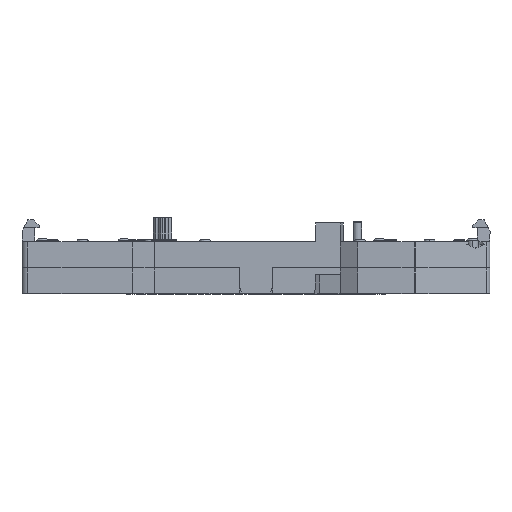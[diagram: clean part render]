
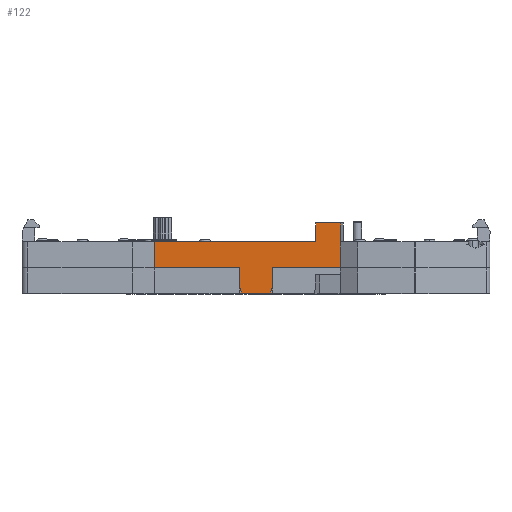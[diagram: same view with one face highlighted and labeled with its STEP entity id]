
A CAD part, top view. The second image highlights one B-rep face of the part: STEP entity #122.
In plain terms, the highlighted planar face has unit normal (0, 0, 1).
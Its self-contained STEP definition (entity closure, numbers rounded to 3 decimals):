
#122 = ADVANCED_FACE ( 'NONE', ( #10405 ), #26222, .T. ) ;
#153 = VERTEX_POINT ( 'NONE', #23471 ) ;
#225 = CARTESIAN_POINT ( 'NONE',  ( 2.5, -4.42, 19.1 ) ) ;
#566 = VECTOR ( 'NONE', #27195, 1000. ) ;
#1138 = ORIENTED_EDGE ( 'NONE', *, *, #27804, .T. ) ;
#1243 = VERTEX_POINT ( 'NONE', #5591 ) ;
#1341 = ORIENTED_EDGE ( 'NONE', *, *, #18629, .T. ) ;
#2397 = CARTESIAN_POINT ( 'NONE',  ( -17.7, 4.5, 19.1 ) ) ;
#2482 = EDGE_CURVE ( 'NONE', #11164, #18523, #8391, .T. ) ;
#2513 = VECTOR ( 'NONE', #17474, 1000. ) ;
#2834 = DIRECTION ( 'NONE',  ( 0., 0., 1. ) ) ;
#3203 = EDGE_CURVE ( 'NONE', #26116, #24333, #7869, .T. ) ;
#3374 = EDGE_CURVE ( 'NONE', #4091, #16552, #14297, .T. ) ;
#3620 = CARTESIAN_POINT ( 'NONE',  ( -17.7, -4.42, 19.1 ) ) ;
#4091 = VERTEX_POINT ( 'NONE', #32102 ) ;
#4107 = VECTOR ( 'NONE', #31353, 1000. ) ;
#5214 = DIRECTION ( 'NONE',  ( 0., 1., 0. ) ) ;
#5502 = LINE ( 'NONE', #10057, #18418 ) ;
#5591 = CARTESIAN_POINT ( 'NONE',  ( -2.8, 0., 19.1 ) ) ;
#5752 = VERTEX_POINT ( 'NONE', #8910 ) ;
#6129 = DIRECTION ( 'NONE',  ( 1., 0., 0. ) ) ;
#6890 = LINE ( 'NONE', #22930, #10583 ) ;
#7258 = DIRECTION ( 'NONE',  ( -1., 0., 0. ) ) ;
#7696 = CARTESIAN_POINT ( 'NONE',  ( 14.717, 7.8, 19.1 ) ) ;
#7834 = CARTESIAN_POINT ( 'NONE',  ( 10.431, 4.5, 19.1 ) ) ;
#7869 = LINE ( 'NONE', #11932, #20359 ) ;
#8033 = DIRECTION ( 'NONE',  ( 1., 0., 0. ) ) ;
#8391 = LINE ( 'NONE', #3620, #18558 ) ;
#8626 = CARTESIAN_POINT ( 'NONE',  ( 2.65, -3.92, 19.1 ) ) ;
#8833 = VERTEX_POINT ( 'NONE', #32421 ) ;
#8910 = CARTESIAN_POINT ( 'NONE',  ( 2.8, 0., 19.1 ) ) ;
#10057 = CARTESIAN_POINT ( 'NONE',  ( -17.7, 0., 19.1 ) ) ;
#10108 = EDGE_CURVE ( 'NONE', #26116, #8833, #5502, .T. ) ;
#10153 = EDGE_CURVE ( 'NONE', #19848, #5752, #6890, .T. ) ;
#10405 = FACE_OUTER_BOUND ( 'NONE', #34958, .T. ) ;
#10583 = VECTOR ( 'NONE', #25925, 1000. ) ;
#11013 = CARTESIAN_POINT ( 'NONE',  ( -17.7, 0., 19.1 ) ) ;
#11164 = VERTEX_POINT ( 'NONE', #12728 ) ;
#11205 = ORIENTED_EDGE ( 'NONE', *, *, #29332, .F. ) ;
#11629 = CARTESIAN_POINT ( 'NONE',  ( -17.7, 0., 19.1 ) ) ;
#11695 = ORIENTED_EDGE ( 'NONE', *, *, #10108, .T. ) ;
#11721 = VERTEX_POINT ( 'NONE', #31418 ) ;
#11932 = CARTESIAN_POINT ( 'NONE',  ( 0., 4.5, 19.1 ) ) ;
#12728 = CARTESIAN_POINT ( 'NONE',  ( -2.5, -4.42, 19.1 ) ) ;
#13684 = DIRECTION ( 'NONE',  ( 1., 0., 0. ) ) ;
#14297 = LINE ( 'NONE', #25737, #33772 ) ;
#15400 = CARTESIAN_POINT ( 'NONE',  ( 17.7, 0., 19.1 ) ) ;
#16053 = CARTESIAN_POINT ( 'NONE',  ( 0., 4.5, 19.1 ) ) ;
#16552 = VERTEX_POINT ( 'NONE', #7696 ) ;
#17184 = CARTESIAN_POINT ( 'NONE',  ( 10.431, 7.8, 19.1 ) ) ;
#17189 = EDGE_CURVE ( 'NONE', #5752, #11721, #20747, .T. ) ;
#17466 = EDGE_CURVE ( 'NONE', #16552, #22507, #34623, .T. ) ;
#17474 = DIRECTION ( 'NONE',  ( -0.287, -0.958, 0. ) ) ;
#18070 = LINE ( 'NONE', #15400, #566 ) ;
#18418 = VECTOR ( 'NONE', #18953, 1000. ) ;
#18427 = VECTOR ( 'NONE', #8033, 1000. ) ;
#18523 = VERTEX_POINT ( 'NONE', #225 ) ;
#18558 = VECTOR ( 'NONE', #21301, 1000. ) ;
#18629 = EDGE_CURVE ( 'NONE', #22507, #24333, #19478, .T. ) ;
#18953 = DIRECTION ( 'NONE',  ( 0., -1., 0. ) ) ;
#19478 = LINE ( 'NONE', #36680, #30168 ) ;
#19728 = EDGE_CURVE ( 'NONE', #19848, #18523, #24209, .T. ) ;
#19848 = VERTEX_POINT ( 'NONE', #36284 ) ;
#19960 = VECTOR ( 'NONE', #13684, 1000. ) ;
#20359 = VECTOR ( 'NONE', #6129, 1000. ) ;
#20440 = ORIENTED_EDGE ( 'NONE', *, *, #29989, .F. ) ;
#20713 = CARTESIAN_POINT ( 'NONE',  ( -2.8, -3.42, 19.1 ) ) ;
#20747 = LINE ( 'NONE', #11013, #18427 ) ;
#20778 = LINE ( 'NONE', #29744, #31450 ) ;
#21301 = DIRECTION ( 'NONE',  ( 1., 0., 0. ) ) ;
#21831 = ORIENTED_EDGE ( 'NONE', *, *, #3374, .T. ) ;
#22022 = DIRECTION ( 'NONE',  ( 0., -1., 0. ) ) ;
#22507 = VERTEX_POINT ( 'NONE', #17184 ) ;
#22668 = CARTESIAN_POINT ( 'NONE',  ( -2.8, 0., 19.1 ) ) ;
#22930 = CARTESIAN_POINT ( 'NONE',  ( 2.8, 0., 19.1 ) ) ;
#23471 = CARTESIAN_POINT ( 'NONE',  ( 17.7, 4.5, 19.1 ) ) ;
#24166 = ORIENTED_EDGE ( 'NONE', *, *, #28082, .T. ) ;
#24209 = LINE ( 'NONE', #8626, #2513 ) ;
#24333 = VERTEX_POINT ( 'NONE', #7834 ) ;
#25361 = LINE ( 'NONE', #22668, #36975 ) ;
#25427 = ORIENTED_EDGE ( 'NONE', *, *, #2482, .T. ) ;
#25716 = CARTESIAN_POINT ( 'NONE',  ( -17.7, 0., 19.1 ) ) ;
#25737 = CARTESIAN_POINT ( 'NONE',  ( 14.717, 0., 19.1 ) ) ;
#25866 = ORIENTED_EDGE ( 'NONE', *, *, #19728, .F. ) ;
#25925 = DIRECTION ( 'NONE',  ( 0., 1., 0. ) ) ;
#26088 = DIRECTION ( 'NONE',  ( 1., 0., 0. ) ) ;
#26116 = VERTEX_POINT ( 'NONE', #2397 ) ;
#26222 = PLANE ( 'NONE',  #31206 ) ;
#26629 = DIRECTION ( 'NONE',  ( -0.287, 0.958, 0. ) ) ;
#27195 = DIRECTION ( 'NONE',  ( 0., 1., 0. ) ) ;
#27748 = VERTEX_POINT ( 'NONE', #20713 ) ;
#27804 = EDGE_CURVE ( 'NONE', #11721, #153, #18070, .T. ) ;
#28082 = EDGE_CURVE ( 'NONE', #8833, #1243, #36165, .T. ) ;
#29332 = EDGE_CURVE ( 'NONE', #11164, #27748, #20778, .T. ) ;
#29732 = EDGE_CURVE ( 'NONE', #1243, #27748, #25361, .T. ) ;
#29744 = CARTESIAN_POINT ( 'NONE',  ( -2.65, -3.92, 19.1 ) ) ;
#29989 = EDGE_CURVE ( 'NONE', #4091, #153, #38331, .T. ) ;
#30099 = DIRECTION ( 'NONE',  ( 0., -1., 0. ) ) ;
#30168 = VECTOR ( 'NONE', #22022, 1000. ) ;
#30658 = CARTESIAN_POINT ( 'NONE',  ( -17.7, 7.8, 19.1 ) ) ;
#31206 = AXIS2_PLACEMENT_3D ( 'NONE', #11629, #2834, #26088 ) ;
#31353 = DIRECTION ( 'NONE',  ( 1., 0., 0. ) ) ;
#31418 = CARTESIAN_POINT ( 'NONE',  ( 17.7, 0., 19.1 ) ) ;
#31450 = VECTOR ( 'NONE', #26629, 1000. ) ;
#32102 = CARTESIAN_POINT ( 'NONE',  ( 14.717, 4.5, 19.1 ) ) ;
#32355 = ORIENTED_EDGE ( 'NONE', *, *, #3203, .F. ) ;
#32421 = CARTESIAN_POINT ( 'NONE',  ( -17.7, 0., 19.1 ) ) ;
#33224 = VECTOR ( 'NONE', #7258, 1000. ) ;
#33772 = VECTOR ( 'NONE', #5214, 1000. ) ;
#33989 = ORIENTED_EDGE ( 'NONE', *, *, #29732, .T. ) ;
#34153 = ORIENTED_EDGE ( 'NONE', *, *, #10153, .T. ) ;
#34573 = ORIENTED_EDGE ( 'NONE', *, *, #17466, .T. ) ;
#34623 = LINE ( 'NONE', #30658, #33224 ) ;
#34958 = EDGE_LOOP ( 'NONE', ( #33989, #11205, #25427, #25866, #34153, #37459, #1138, #20440, #21831, #34573, #1341, #32355, #11695, #24166 ) ) ;
#36165 = LINE ( 'NONE', #25716, #19960 ) ;
#36284 = CARTESIAN_POINT ( 'NONE',  ( 2.8, -3.42, 19.1 ) ) ;
#36680 = CARTESIAN_POINT ( 'NONE',  ( 10.431, 0., 19.1 ) ) ;
#36975 = VECTOR ( 'NONE', #30099, 1000. ) ;
#37459 = ORIENTED_EDGE ( 'NONE', *, *, #17189, .T. ) ;
#38331 = LINE ( 'NONE', #16053, #4107 ) ;
